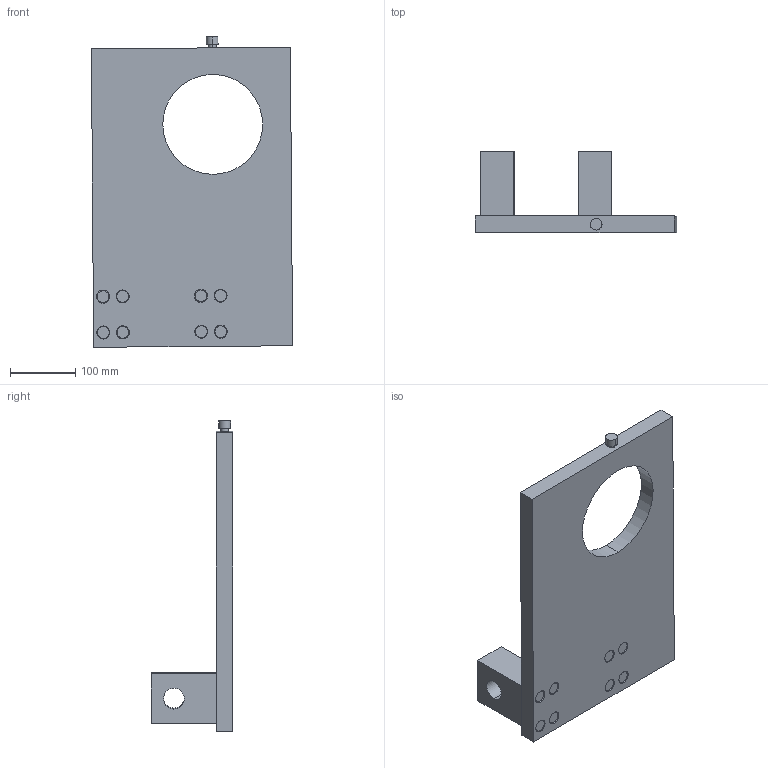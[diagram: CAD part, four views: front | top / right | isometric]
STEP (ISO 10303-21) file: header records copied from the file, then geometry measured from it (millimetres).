
FILE_DESCRIPTION (( 'STEP AP203' ), '1' );
FILE_NAME ('SupportAssembly.STEP', '2012-06-04T23:47:30', ( '' ), ( '' ), 'SwSTEP 2.0', 'SolidWorks 2010', '' );
FILE_SCHEMA (( 'CONFIG_CONTROL_DESIGN' ));
Length unit declared in the file: millimetre
Products named in the file (4): SupportAssembly; SwivelPlate; ShaftBlock; LongScrew
Assembly tree (12 placements, depth 2):
  SupportAssembly
    LongScrew  x9
    SwivelPlate
    ShaftBlock  x2
Bounding box: 308.22 x 125.4 x 475.64 mm (x, y, z)
Volume: 3756328.5 mm3; surface area: 414925.1 mm2
Topology: 12 solids, 12 shells, 153 faces, 315 edges, 210 vertices
Faces by surface type: cylinder 92, plane 61
Entity records: 3049 total; most frequent: CARTESIAN_POINT 469, DIRECTION 455, ORIENTED_EDGE 354, AXIS2_PLACEMENT_3D 190, EDGE_CURVE 177, VERTEX_POINT 118, EDGE_LOOP 111, CIRCLE 98
